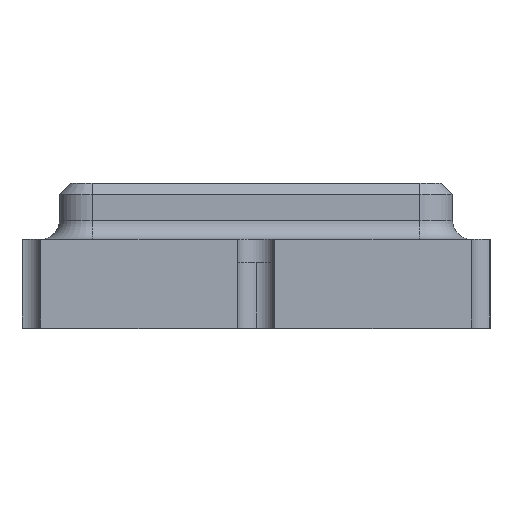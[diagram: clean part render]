
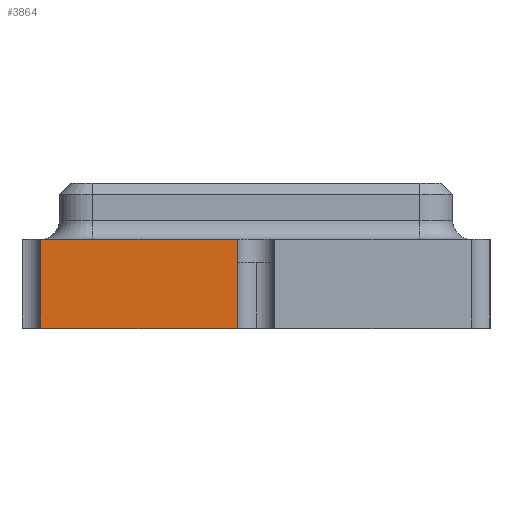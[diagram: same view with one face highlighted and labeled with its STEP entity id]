
A CAD part, top view. The second image highlights one B-rep face of the part: STEP entity #3864.
In plain terms, the highlighted planar face has unit normal (0, 0, 1).
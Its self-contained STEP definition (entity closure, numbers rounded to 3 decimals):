
#409 = VECTOR ( 'NONE', #2312, 1000. ) ;
#632 = VERTEX_POINT ( 'NONE', #1492 ) ;
#639 = DIRECTION ( 'NONE',  ( 0., 1., 0. ) ) ;
#860 = ORIENTED_EDGE ( 'NONE', *, *, #1253, .T. ) ;
#911 = EDGE_CURVE ( 'NONE', #4782, #1376, #3146, .T. ) ;
#996 = CARTESIAN_POINT ( 'NONE',  ( -0.2, 0., 2.5 ) ) ;
#1062 = VECTOR ( 'NONE', #5467, 1000. ) ;
#1087 = CARTESIAN_POINT ( 'NONE',  ( -0.2, 0., 2.5 ) ) ;
#1253 = EDGE_CURVE ( 'NONE', #632, #1964, #4176, .T. ) ;
#1296 = DIRECTION ( 'NONE',  ( 0., -1., 0. ) ) ;
#1351 = EDGE_CURVE ( 'NONE', #4782, #2012, #1432, .T. ) ;
#1376 = VERTEX_POINT ( 'NONE', #1863 ) ;
#1432 = LINE ( 'NONE', #3121, #2099 ) ;
#1492 = CARTESIAN_POINT ( 'NONE',  ( -2.3, 0.95, 2.5 ) ) ;
#1559 = ORIENTED_EDGE ( 'NONE', *, *, #7327, .T. ) ;
#1659 = CARTESIAN_POINT ( 'NONE',  ( -0.2, 0., 2.5 ) ) ;
#1734 = EDGE_CURVE ( 'NONE', #5115, #2012, #4450, .T. ) ;
#1863 = CARTESIAN_POINT ( 'NONE',  ( -0.2, 0.95, 2.5 ) ) ;
#1964 = VERTEX_POINT ( 'NONE', #6273 ) ;
#2012 = VERTEX_POINT ( 'NONE', #5224 ) ;
#2099 = VECTOR ( 'NONE', #1296, 1000. ) ;
#2101 = CARTESIAN_POINT ( 'NONE',  ( -2.5, 0.95, 2.5 ) ) ;
#2103 = EDGE_LOOP ( 'NONE', ( #1559, #2488, #5562, #6969, #7436, #860 ) ) ;
#2312 = DIRECTION ( 'NONE',  ( 0., 1., 0. ) ) ;
#2313 = LINE ( 'NONE', #2101, #2487 ) ;
#2487 = VECTOR ( 'NONE', #7595, 1000. ) ;
#2488 = ORIENTED_EDGE ( 'NONE', *, *, #1734, .T. ) ;
#2573 = DIRECTION ( 'NONE',  ( 0., 0., -1. ) ) ;
#2846 = VECTOR ( 'NONE', #639, 1000. ) ;
#2946 = VECTOR ( 'NONE', #5902, 1000. ) ;
#3121 = CARTESIAN_POINT ( 'NONE',  ( -0.2, 0.7, 2.5 ) ) ;
#3146 = LINE ( 'NONE', #1087, #409 ) ;
#3496 = AXIS2_PLACEMENT_3D ( 'NONE', #5666, #2573, #6895 ) ;
#3864 = ADVANCED_FACE ( 'NONE', ( #7762 ), #4421, .F. ) ;
#4002 = EDGE_CURVE ( 'NONE', #632, #1376, #2313, .T. ) ;
#4176 = LINE ( 'NONE', #6169, #1062 ) ;
#4421 = PLANE ( 'NONE',  #3496 ) ;
#4450 = LINE ( 'NONE', #996, #2846 ) ;
#4782 = VERTEX_POINT ( 'NONE', #6512 ) ;
#5115 = VERTEX_POINT ( 'NONE', #1659 ) ;
#5224 = CARTESIAN_POINT ( 'NONE',  ( -0.2, 0.001, 2.5 ) ) ;
#5467 = DIRECTION ( 'NONE',  ( 0., -1., 0. ) ) ;
#5562 = ORIENTED_EDGE ( 'NONE', *, *, #1351, .F. ) ;
#5666 = CARTESIAN_POINT ( 'NONE',  ( -2.5, 0.95, 2.5 ) ) ;
#5876 = CARTESIAN_POINT ( 'NONE',  ( -2.5, 0., 2.5 ) ) ;
#5902 = DIRECTION ( 'NONE',  ( 1., 0., 0. ) ) ;
#6137 = LINE ( 'NONE', #5876, #2946 ) ;
#6169 = CARTESIAN_POINT ( 'NONE',  ( -2.3, 0., 2.5 ) ) ;
#6273 = CARTESIAN_POINT ( 'NONE',  ( -2.3, 0., 2.5 ) ) ;
#6512 = CARTESIAN_POINT ( 'NONE',  ( -0.2, 0.7, 2.5 ) ) ;
#6895 = DIRECTION ( 'NONE',  ( -1., 0., 0. ) ) ;
#6969 = ORIENTED_EDGE ( 'NONE', *, *, #911, .T. ) ;
#7327 = EDGE_CURVE ( 'NONE', #1964, #5115, #6137, .T. ) ;
#7436 = ORIENTED_EDGE ( 'NONE', *, *, #4002, .F. ) ;
#7595 = DIRECTION ( 'NONE',  ( 1., 0., 0. ) ) ;
#7762 = FACE_OUTER_BOUND ( 'NONE', #2103, .T. ) ;
